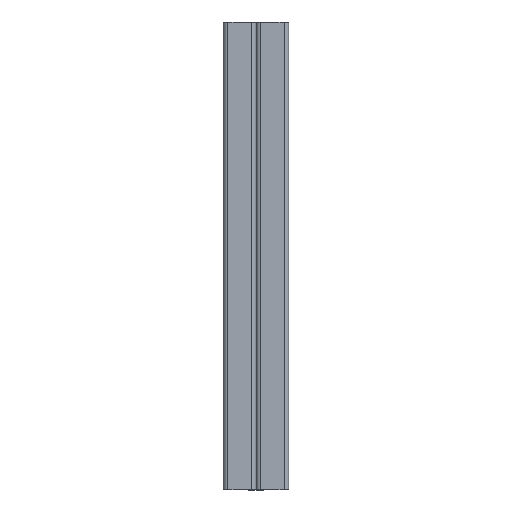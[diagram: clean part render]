
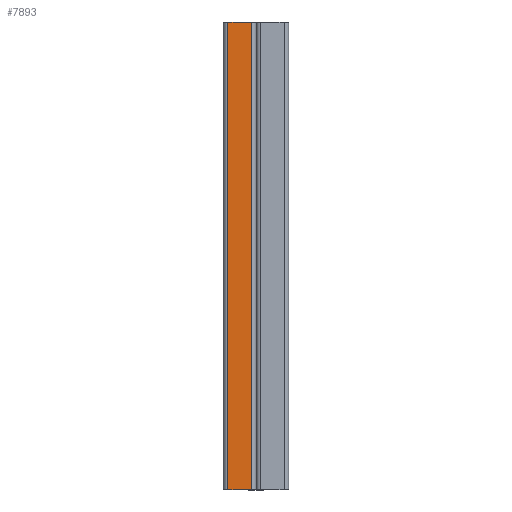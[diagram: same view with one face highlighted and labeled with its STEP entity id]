
A CAD part, left-side view. The second image highlights one B-rep face of the part: STEP entity #7893.
In plain terms, the highlighted planar face has unit normal (-1, 0, 0).
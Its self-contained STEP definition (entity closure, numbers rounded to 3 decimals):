
#128 = ORIENTED_EDGE ( 'NONE', *, *, #9560, .F. ) ;
#450 = LINE ( 'NONE', #16674, #4069 ) ;
#850 = ORIENTED_EDGE ( 'NONE', *, *, #11171, .F. ) ;
#1330 = DIRECTION ( 'NONE',  ( 0., 1., 0. ) ) ;
#1475 = CARTESIAN_POINT ( 'NONE',  ( -20.5, 3., 0. ) ) ;
#1524 = DIRECTION ( 'NONE',  ( 0., 0., -1. ) ) ;
#1640 = EDGE_CURVE ( 'NONE', #11874, #15996, #11580, .T. ) ;
#1664 = DIRECTION ( 'NONE',  ( 0., 0., 1. ) ) ;
#2280 = VERTEX_POINT ( 'NONE', #12513 ) ;
#3570 = CARTESIAN_POINT ( 'NONE',  ( -20.5, 3., -300. ) ) ;
#4029 = CARTESIAN_POINT ( 'NONE',  ( -20.5, 0., -300. ) ) ;
#4069 = VECTOR ( 'NONE', #1664, 1000. ) ;
#4093 = DIRECTION ( 'NONE',  ( 0., 1., 0. ) ) ;
#4818 = CARTESIAN_POINT ( 'NONE',  ( -20.5, 18., 0. ) ) ;
#5435 = PLANE ( 'NONE',  #15682 ) ;
#5595 = EDGE_CURVE ( 'NONE', #6903, #11874, #450, .T. ) ;
#6254 = ORIENTED_EDGE ( 'NONE', *, *, #5595, .T. ) ;
#6903 = VERTEX_POINT ( 'NONE', #3570 ) ;
#7893 = ADVANCED_FACE ( 'NONE', ( #9808 ), #5435, .F. ) ;
#7979 = VECTOR ( 'NONE', #4093, 1000. ) ;
#8482 = VECTOR ( 'NONE', #16039, 1000. ) ;
#9560 = EDGE_CURVE ( 'NONE', #2280, #15996, #16932, .T. ) ;
#9808 = FACE_OUTER_BOUND ( 'NONE', #10425, .T. ) ;
#9911 = VECTOR ( 'NONE', #1330, 1000. ) ;
#10425 = EDGE_LOOP ( 'NONE', ( #12219, #128, #850, #6254 ) ) ;
#10886 = CARTESIAN_POINT ( 'NONE',  ( -20.5, 0., -150. ) ) ;
#10996 = DIRECTION ( 'NONE',  ( 1., 0., 0. ) ) ;
#11171 = EDGE_CURVE ( 'NONE', #6903, #2280, #17079, .T. ) ;
#11580 = LINE ( 'NONE', #14763, #7979 ) ;
#11874 = VERTEX_POINT ( 'NONE', #1475 ) ;
#12219 = ORIENTED_EDGE ( 'NONE', *, *, #1640, .T. ) ;
#12513 = CARTESIAN_POINT ( 'NONE',  ( -20.5, 18., -300. ) ) ;
#13327 = CARTESIAN_POINT ( 'NONE',  ( -20.5, 18., -150. ) ) ;
#14763 = CARTESIAN_POINT ( 'NONE',  ( -20.5, 0., 0. ) ) ;
#15682 = AXIS2_PLACEMENT_3D ( 'NONE', #10886, #10996, #1524 ) ;
#15996 = VERTEX_POINT ( 'NONE', #4818 ) ;
#16039 = DIRECTION ( 'NONE',  ( 0., 0., 1. ) ) ;
#16674 = CARTESIAN_POINT ( 'NONE',  ( -20.5, 3., -150. ) ) ;
#16932 = LINE ( 'NONE', #13327, #8482 ) ;
#17079 = LINE ( 'NONE', #4029, #9911 ) ;
